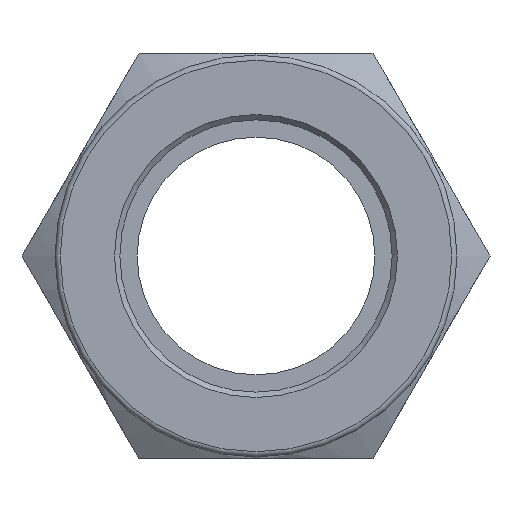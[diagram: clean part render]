
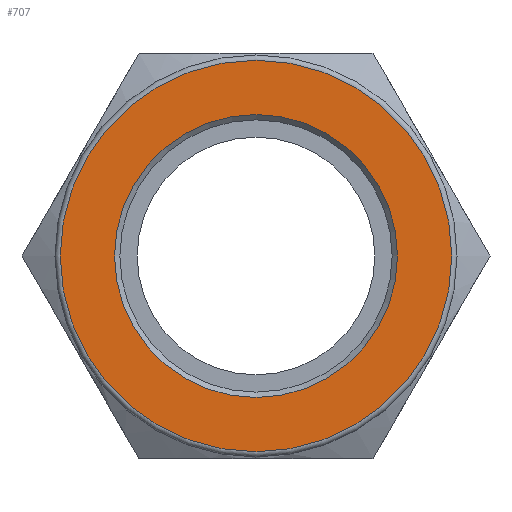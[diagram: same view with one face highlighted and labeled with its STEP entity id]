
A CAD part, left-side view. The second image highlights one B-rep face of the part: STEP entity #707.
In plain terms, the highlighted planar face has unit normal (-1, 0, 0).
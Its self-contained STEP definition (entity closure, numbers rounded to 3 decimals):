
#18=FACE_BOUND('',#162,.T.);
#55=CIRCLE('',#790,13.3);
#56=CIRCLE('',#792,18.4);
#110=FACE_OUTER_BOUND('',#161,.T.);
#161=EDGE_LOOP('',(#529));
#162=EDGE_LOOP('',(#530));
#323=VERTEX_POINT('',#1172);
#324=VERTEX_POINT('',#1176);
#401=EDGE_CURVE('',#323,#323,#55,.T.);
#402=EDGE_CURVE('',#324,#324,#56,.T.);
#529=ORIENTED_EDGE('',*,*,#402,.F.);
#530=ORIENTED_EDGE('',*,*,#401,.T.);
#676=PLANE('',#791);
#707=ADVANCED_FACE('',(#110,#18),#676,.T.);
#790=AXIS2_PLACEMENT_3D('',#1174,#928,#929);
#791=AXIS2_PLACEMENT_3D('',#1175,#930,#931);
#792=AXIS2_PLACEMENT_3D('',#1177,#932,#933);
#928=DIRECTION('center_axis',(1.,0.,0.));
#929=DIRECTION('ref_axis',(0.,0.,-1.));
#930=DIRECTION('center_axis',(-1.,0.,0.));
#931=DIRECTION('ref_axis',(0.,0.,1.));
#932=DIRECTION('center_axis',(1.,0.,0.));
#933=DIRECTION('ref_axis',(0.,0.,-1.));
#1172=CARTESIAN_POINT('',(0.031,-13.3,0.));
#1174=CARTESIAN_POINT('Origin',(0.031,0.,
0.));
#1175=CARTESIAN_POINT('Origin',(0.031,18.4,0.));
#1176=CARTESIAN_POINT('',(0.031,0.,18.4));
#1177=CARTESIAN_POINT('Origin',(0.031,0.,
0.));
